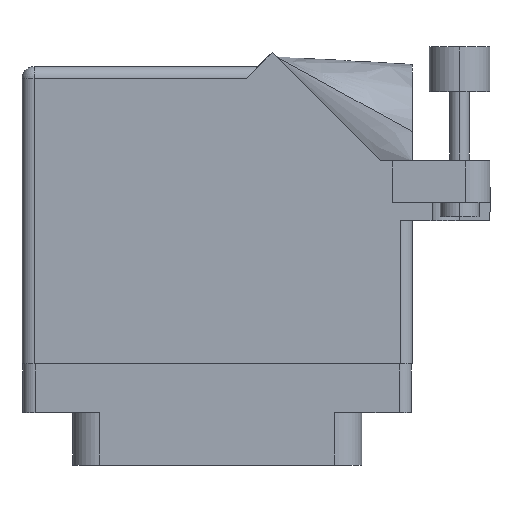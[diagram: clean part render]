
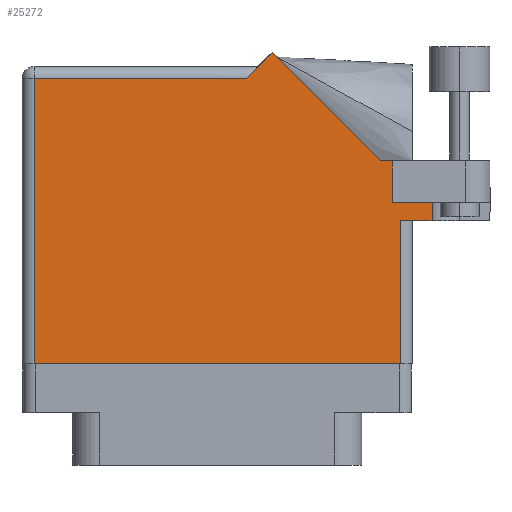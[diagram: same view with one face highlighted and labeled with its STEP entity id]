
A CAD part, front view. The second image highlights one B-rep face of the part: STEP entity #25272.
In plain terms, the highlighted face is planar.
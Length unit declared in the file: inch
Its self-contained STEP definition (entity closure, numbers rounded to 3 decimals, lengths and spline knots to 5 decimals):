
#240 = VECTOR ( 'NONE', #13702, 39.37008 ) ;
#438 = ORIENTED_EDGE ( 'NONE', *, *, #29983, .F. ) ;
#529 = EDGE_CURVE ( 'NONE', #27329, #19085, #6850, .T. ) ;
#763 = VECTOR ( 'NONE', #11015, 39.37008 ) ;
#1199 = CARTESIAN_POINT ( 'NONE',  ( 1.1065, 1.06177, 0.455 ) ) ;
#1477 = CARTESIAN_POINT ( 'NONE',  ( 0.15, 1.368, 0.455 ) ) ;
#1944 = LINE ( 'NONE', #27311, #6299 ) ;
#2973 = CARTESIAN_POINT ( 'NONE',  ( -1.005, 1.43, 0.455 ) ) ;
#2977 = VECTOR ( 'NONE', #35714, 39.37008 ) ;
#3063 = ORIENTED_EDGE ( 'NONE', *, *, #12395, .T. ) ;
#3231 = CARTESIAN_POINT ( 'NONE',  ( 0.83942, 0.944, 0.455 ) ) ;
#3391 = DIRECTION ( 'NONE',  ( -1., 0., 0. ) ) ;
#3950 = ORIENTED_EDGE ( 'NONE', *, *, #22110, .T. ) ;
#4362 = CARTESIAN_POINT ( 'NONE',  ( 0.905, 0.944, 0.455 ) ) ;
#4812 = DIRECTION ( 'NONE',  ( -1., 0., 0. ) ) ;
#5069 = LINE ( 'NONE', #26755, #763 ) ;
#5101 = ORIENTED_EDGE ( 'NONE', *, *, #16358, .T. ) ;
#5495 = ORIENTED_EDGE ( 'NONE', *, *, #529, .T. ) ;
#6299 = VECTOR ( 'NONE', #4812, 39.37008 ) ;
#6644 = ORIENTED_EDGE ( 'NONE', *, *, #34251, .T. ) ;
#6850 = LINE ( 'NONE', #13817, #13386 ) ;
#7730 = CARTESIAN_POINT ( 'NONE',  ( 0.83942, 0.944, 0.455 ) ) ;
#8871 = VECTOR ( 'NONE', #25098, 39.37008 ) ;
#8935 = FACE_OUTER_BOUND ( 'NONE', #20401, .T. ) ;
#9253 = LINE ( 'NONE', #12134, #12865 ) ;
#10349 = EDGE_CURVE ( 'NONE', #26422, #23417, #22654, .T. ) ;
#10551 = CARTESIAN_POINT ( 'NONE',  ( 0.28271, 1.50071, 0.455 ) ) ;
#10573 = EDGE_CURVE ( 'NONE', #30648, #27329, #26304, .T. ) ;
#10772 = CARTESIAN_POINT ( 'NONE',  ( -0.943, -0.1, 0.455 ) ) ;
#11015 = DIRECTION ( 'NONE',  ( -0.707, -0.707, 0. ) ) ;
#11234 = EDGE_CURVE ( 'NONE', #38909, #28627, #9253, .T. ) ;
#11627 = DIRECTION ( 'NONE',  ( -0.707, 0.707, 0. ) ) ;
#12134 = CARTESIAN_POINT ( 'NONE',  ( 0.905, 0.731, 0.455 ) ) ;
#12366 = CARTESIAN_POINT ( 'NONE',  ( 0.943, 0.637, 0.455 ) ) ;
#12395 = EDGE_CURVE ( 'NONE', #28827, #15123, #19180, .T. ) ;
#12865 = VECTOR ( 'NONE', #34612, 39.37008 ) ;
#12917 = DIRECTION ( 'NONE',  ( 0., 1., 0. ) ) ;
#13077 = VECTOR ( 'NONE', #12917, 39.37008 ) ;
#13110 = ORIENTED_EDGE ( 'NONE', *, *, #11234, .F. ) ;
#13386 = VECTOR ( 'NONE', #29129, 39.37008 ) ;
#13702 = DIRECTION ( 'NONE',  ( 0., -1., 0. ) ) ;
#13817 = CARTESIAN_POINT ( 'NONE',  ( -1.005, -0.1, 0.455 ) ) ;
#15123 = VERTEX_POINT ( 'NONE', #36528 ) ;
#15911 = VECTOR ( 'NONE', #11627, 39.37008 ) ;
#15983 = CARTESIAN_POINT ( 'NONE',  ( 0.905, 0.731, 0.455 ) ) ;
#16113 = DIRECTION ( 'NONE',  ( 1., 0., 0. ) ) ;
#16358 = EDGE_CURVE ( 'NONE', #38909, #26422, #28633, .T. ) ;
#17056 = VERTEX_POINT ( 'NONE', #10551 ) ;
#17613 = CARTESIAN_POINT ( 'NONE',  ( -0.943, 1.368, 0.455 ) ) ;
#18392 = EDGE_CURVE ( 'NONE', #17056, #31498, #5069, .T. ) ;
#19085 = VERTEX_POINT ( 'NONE', #19274 ) ;
#19180 = LINE ( 'NONE', #26104, #25335 ) ;
#19274 = CARTESIAN_POINT ( 'NONE',  ( 0.943, -0.1, 0.455 ) ) ;
#19559 = CARTESIAN_POINT ( 'NONE',  ( 0.905, 0.731, 0.455 ) ) ;
#20401 = EDGE_LOOP ( 'NONE', ( #5495, #6644, #3063, #438, #13110, #5101, #40254, #3950, #20909, #26633, #23326 ) ) ;
#20909 = ORIENTED_EDGE ( 'NONE', *, *, #18392, .T. ) ;
#21603 = DIRECTION ( 'NONE',  ( 0., 0., -1. ) ) ;
#22110 = EDGE_CURVE ( 'NONE', #23417, #17056, #35957, .T. ) ;
#22654 = LINE ( 'NONE', #28757, #8871 ) ;
#23326 = ORIENTED_EDGE ( 'NONE', *, *, #10573, .T. ) ;
#23417 = VERTEX_POINT ( 'NONE', #3231 ) ;
#23430 = CARTESIAN_POINT ( 'NONE',  ( 1.1065, 0.731, 0.455 ) ) ;
#24083 = DIRECTION ( 'NONE',  ( 0., 1., 0. ) ) ;
#25098 = DIRECTION ( 'NONE',  ( -1., 0., 0. ) ) ;
#25237 = VECTOR ( 'NONE', #24083, 39.37008 ) ;
#25272 = ADVANCED_FACE ( 'NONE', ( #8935 ), #33880, .F. ) ;
#25335 = VECTOR ( 'NONE', #16113, 39.37008 ) ;
#26104 = CARTESIAN_POINT ( 'NONE',  ( 1.005, 0.637, 0.455 ) ) ;
#26304 = LINE ( 'NONE', #10772, #2977 ) ;
#26422 = VERTEX_POINT ( 'NONE', #4362 ) ;
#26633 = ORIENTED_EDGE ( 'NONE', *, *, #33350, .T. ) ;
#26751 = LINE ( 'NONE', #36152, #25237 ) ;
#26755 = CARTESIAN_POINT ( 'NONE',  ( 0.212, 1.43, 0.455 ) ) ;
#27093 = CARTESIAN_POINT ( 'NONE',  ( -0.943, -0.1, 0.455 ) ) ;
#27311 = CARTESIAN_POINT ( 'NONE',  ( -1.005, 1.368, 0.455 ) ) ;
#27329 = VERTEX_POINT ( 'NONE', #27093 ) ;
#28627 = VERTEX_POINT ( 'NONE', #23430 ) ;
#28633 = LINE ( 'NONE', #15983, #13077 ) ;
#28757 = CARTESIAN_POINT ( 'NONE',  ( 1.405, 0.944, 0.455 ) ) ;
#28827 = VERTEX_POINT ( 'NONE', #12366 ) ;
#29129 = DIRECTION ( 'NONE',  ( 1., 0., 0. ) ) ;
#29205 = LINE ( 'NONE', #1199, #240 ) ;
#29983 = EDGE_CURVE ( 'NONE', #28627, #15123, #29205, .T. ) ;
#30648 = VERTEX_POINT ( 'NONE', #17613 ) ;
#31498 = VERTEX_POINT ( 'NONE', #1477 ) ;
#33350 = EDGE_CURVE ( 'NONE', #31498, #30648, #1944, .T. ) ;
#33381 = AXIS2_PLACEMENT_3D ( 'NONE', #2973, #21603, #3391 ) ;
#33880 = PLANE ( 'NONE',  #33381 ) ;
#34251 = EDGE_CURVE ( 'NONE', #19085, #28827, #26751, .T. ) ;
#34612 = DIRECTION ( 'NONE',  ( 1., 0., 0. ) ) ;
#35714 = DIRECTION ( 'NONE',  ( 0., -1., 0. ) ) ;
#35957 = LINE ( 'NONE', #7730, #15911 ) ;
#36152 = CARTESIAN_POINT ( 'NONE',  ( 0.943, 0.637, 0.455 ) ) ;
#36528 = CARTESIAN_POINT ( 'NONE',  ( 1.1065, 0.637, 0.455 ) ) ;
#38909 = VERTEX_POINT ( 'NONE', #19559 ) ;
#40254 = ORIENTED_EDGE ( 'NONE', *, *, #10349, .T. ) ;
